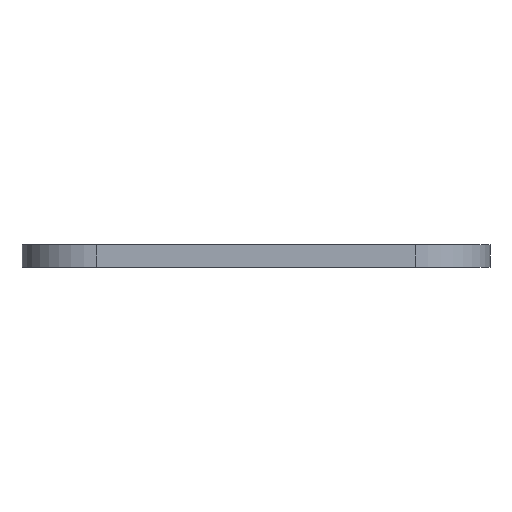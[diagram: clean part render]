
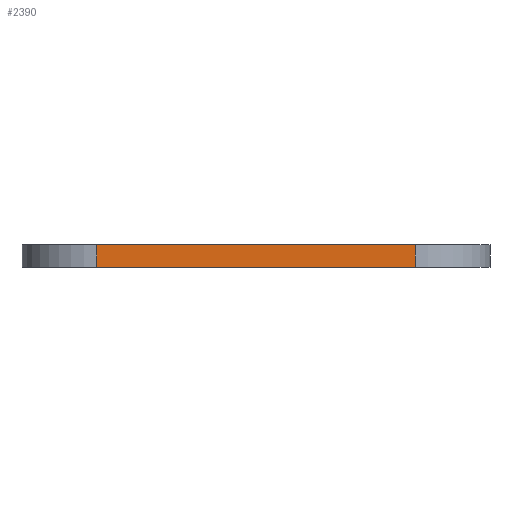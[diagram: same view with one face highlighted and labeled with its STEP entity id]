
A CAD part, left-side view. The second image highlights one B-rep face of the part: STEP entity #2390.
In plain terms, the highlighted planar face has unit normal (-1, 0, 0).
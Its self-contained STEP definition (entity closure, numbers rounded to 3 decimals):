
#86=PLANE('',#2660);
#192=FACE_OUTER_BOUND('',#336,.T.);
#336=EDGE_LOOP('',(#2137,#2138,#2139,#2140));
#386=LINE('',#3541,#603);
#423=LINE('',#3716,#640);
#558=LINE('',#4087,#775);
#559=LINE('',#4089,#776);
#603=VECTOR('',#2791,10.);
#640=VECTOR('',#2934,10.);
#775=VECTOR('',#3353,10.);
#776=VECTOR('',#3356,10.);
#984=VERTEX_POINT('',#3538);
#985=VERTEX_POINT('',#3540);
#1069=VERTEX_POINT('',#3713);
#1070=VERTEX_POINT('',#3715);
#1224=EDGE_CURVE('',#984,#985,#386,.T.);
#1312=EDGE_CURVE('',#1069,#1070,#423,.T.);
#1502=EDGE_CURVE('',#985,#1069,#558,.T.);
#1503=EDGE_CURVE('',#1070,#984,#559,.T.);
#2137=ORIENTED_EDGE('',*,*,#1502,.F.);
#2138=ORIENTED_EDGE('',*,*,#1224,.F.);
#2139=ORIENTED_EDGE('',*,*,#1503,.F.);
#2140=ORIENTED_EDGE('',*,*,#1312,.F.);
#2390=ADVANCED_FACE('',(#192),#86,.T.);
#2660=AXIS2_PLACEMENT_3D('',#4088,#3354,#3355);
#2791=DIRECTION('',(0.,1.,0.));
#2934=DIRECTION('',(0.,-1.,0.));
#3353=DIRECTION('',(0.,0.,1.));
#3354=DIRECTION('center_axis',(-1.,0.,0.));
#3355=DIRECTION('ref_axis',(0.,-1.,0.));
#3356=DIRECTION('',(0.,0.,-1.));
#3538=CARTESIAN_POINT('',(0.,-210.,0.));
#3540=CARTESIAN_POINT('',(0.,-40.,0.));
#3541=CARTESIAN_POINT('',(0.,-250.,0.));
#3713=CARTESIAN_POINT('',(0.,-40.,12.));
#3715=CARTESIAN_POINT('',(0.,-210.,12.));
#3716=CARTESIAN_POINT('',(0.,-250.,12.));
#4087=CARTESIAN_POINT('',(0.,-40.,0.));
#4088=CARTESIAN_POINT('Origin',(0.,0.,0.));
#4089=CARTESIAN_POINT('',(0.,-210.,0.));
